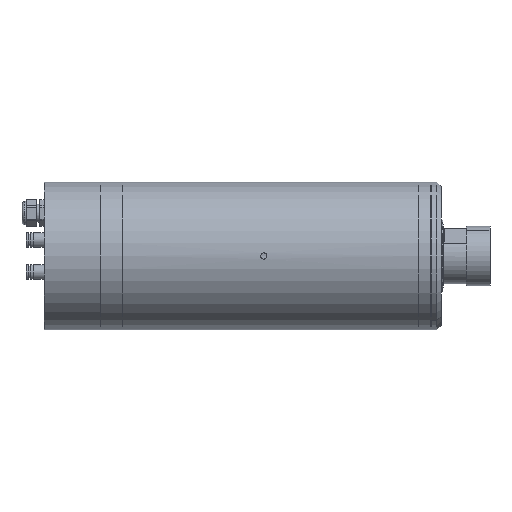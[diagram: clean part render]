
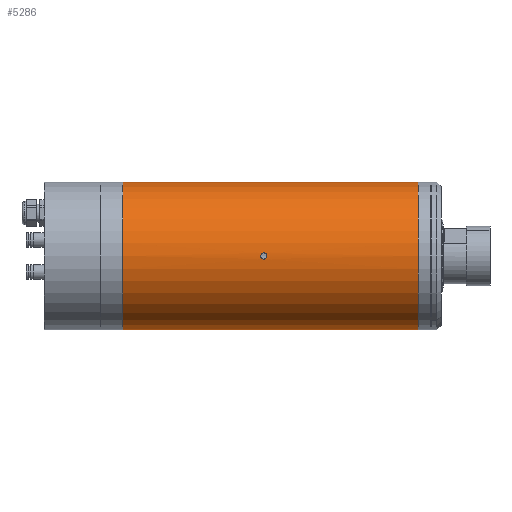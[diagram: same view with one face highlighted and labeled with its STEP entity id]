
A CAD part, front view. The second image highlights one B-rep face of the part: STEP entity #5286.
In plain terms, the highlighted cylindrical face has radius 50 mm (diameter 100 mm), a partial arc.
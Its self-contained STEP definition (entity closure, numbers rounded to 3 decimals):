
#10 = CARTESIAN_POINT ( 'NONE',  ( -106.171, -49.984, 1.279 ) ) ;
#35 = CARTESIAN_POINT ( 'NONE',  ( -104.5, -49.956, 2.1 ) ) ;
#55 = CARTESIAN_POINT ( 'NONE',  ( -105.556, -49.966, -1.836 ) ) ;
#100 = CARTESIAN_POINT ( 'NONE',  ( -105.044, -49.959, -2.033 ) ) ;
#107 = CIRCLE ( 'NONE', #7133, 50. ) ;
#131 = CARTESIAN_POINT ( 'NONE',  ( -103.569, -49.964, 1.887 ) ) ;
#159 = CARTESIAN_POINT ( 'NONE',  ( -102.507, -49.996, -0.676 ) ) ;
#187 = CARTESIAN_POINT ( 'NONE',  ( -104.225, -49.956, 2.086 ) ) ;
#333 = DIRECTION ( 'NONE',  ( 1., 0., 0. ) ) ;
#334 = CARTESIAN_POINT ( 'NONE',  ( -104.5, -49.956, -2.1 ) ) ;
#588 = CARTESIAN_POINT ( 'NONE',  ( -106.083, -49.981, 1.387 ) ) ;
#618 = CARTESIAN_POINT ( 'NONE',  ( -104.777, -49.956, 2.1 ) ) ;
#637 = CARTESIAN_POINT ( 'NONE',  ( -106.6, -50., -0.14 ) ) ;
#665 = CARTESIAN_POINT ( 'NONE',  ( -106.586, -49.999, -0.277 ) ) ;
#692 = CARTESIAN_POINT ( 'NONE',  ( -106.081, -49.981, -1.389 ) ) ;
#748 = CARTESIAN_POINT ( 'NONE',  ( -102.83, -49.984, -1.28 ) ) ;
#776 = CARTESIAN_POINT ( 'NONE',  ( -102.4, -50., 0.275 ) ) ;
#828 = DIRECTION ( 'NONE',  ( 1., 0., 0. ) ) ;
#979 = LINE ( 'NONE', #6348, #4537 ) ;
#1177 = CARTESIAN_POINT ( 'NONE',  ( -105.79, -49.972, -1.679 ) ) ;
#1278 = CARTESIAN_POINT ( 'NONE',  ( -104.5, -49.956, -2.1 ) ) ;
#1308 = CARTESIAN_POINT ( 'NONE',  ( 0., 0., 0. ) ) ;
#1327 = VERTEX_POINT ( 'NONE', #334 ) ;
#1353 = ORIENTED_EDGE ( 'NONE', *, *, #4328, .T. ) ;
#1362 = CARTESIAN_POINT ( 'NONE',  ( -102.4, -50., -0.136 ) ) ;
#1385 = CARTESIAN_POINT ( 'NONE',  ( -103.956, -49.959, 2.033 ) ) ;
#1437 = CARTESIAN_POINT ( 'NONE',  ( -104.363, -49.956, -2.1 ) ) ;
#1549 = CARTESIAN_POINT ( 'NONE',  ( -104.5, -49.956, 2.1 ) ) ;
#1595 = LINE ( 'NONE', #6500, #7243 ) ;
#1766 = CARTESIAN_POINT ( 'NONE',  ( -105.784, -49.972, 1.668 ) ) ;
#1768 = CARTESIAN_POINT ( 'NONE',  ( 71.014, 0., 0. ) ) ;
#1844 = EDGE_CURVE ( 'NONE', #4890, #2421, #107, .T. ) ;
#1869 = EDGE_CURVE ( 'NONE', #4922, #1327, #3286, .T. ) ;
#1954 = FACE_OUTER_BOUND ( 'NONE', #6826, .T. ) ;
#1976 = CARTESIAN_POINT ( 'NONE',  ( -103.569, -49.964, -1.887 ) ) ;
#2044 = DIRECTION ( 'NONE',  ( 0., 0., -1. ) ) ;
#2334 = CARTESIAN_POINT ( 'NONE',  ( -106.533, -49.997, 0.542 ) ) ;
#2363 = CARTESIAN_POINT ( 'NONE',  ( -106.587, -49.999, 0.274 ) ) ;
#2392 = CARTESIAN_POINT ( 'NONE',  ( -199.7, 0., -50. ) ) ;
#2421 = VERTEX_POINT ( 'NONE', #2867 ) ;
#2465 = CARTESIAN_POINT ( 'NONE',  ( -102.414, -49.999, -0.275 ) ) ;
#2490 = CARTESIAN_POINT ( 'NONE',  ( -103.823, -49.96, 1.993 ) ) ;
#2530 = CARTESIAN_POINT ( 'NONE',  ( -102.917, -49.981, -1.387 ) ) ;
#2582 = FACE_BOUND ( 'NONE', #2701, .T. ) ;
#2663 = EDGE_CURVE ( 'NONE', #3228, #4890, #1595, .T. ) ;
#2698 = ORIENTED_EDGE ( 'NONE', *, *, #2663, .F. ) ;
#2701 = EDGE_LOOP ( 'NONE', ( #4494, #6045 ) ) ;
#2703 = CARTESIAN_POINT ( 'NONE',  ( -199.7, 0., 50. ) ) ;
#2867 = CARTESIAN_POINT ( 'NONE',  ( 0., 0., -50. ) ) ;
#2902 = CARTESIAN_POINT ( 'NONE',  ( -104.773, -49.956, -2.087 ) ) ;
#3062 = CARTESIAN_POINT ( 'NONE',  ( -103.448, -49.967, 1.823 ) ) ;
#3072 = DIRECTION ( 'NONE',  ( 1., 0., 0. ) ) ;
#3083 = CARTESIAN_POINT ( 'NONE',  ( -103.113, -49.975, -1.583 ) ) ;
#3105 = CARTESIAN_POINT ( 'NONE',  ( -103.824, -49.96, -1.993 ) ) ;
#3195 = CARTESIAN_POINT ( 'NONE',  ( 0., 0., 50. ) ) ;
#3228 = VERTEX_POINT ( 'NONE', #2703 ) ;
#3237 = B_SPLINE_CURVE_WITH_KNOTS ( 'NONE', 3,
 ( #1278, #4085, #2902, #100, #3455, #55, #1177, #692, #4683, #5690, #6881, #4577, #3526, #665, #637, #6344, #2363, #2334, #6249, #6274, #6809, #10, #588, #4061, #1766, #5712, #5190, #4658, #618, #35 ),
 .UNSPECIFIED., .F., .F.,
 ( 4, 2, 2, 2, 2, 2, 2, 2, 2, 2, 2, 2, 2, 2, 4 ),
 ( 0.007, 0.007, 0.007, 0.008, 0.009, 0.009, 0.009, 0.01, 0.01, 0.011, 0.011, 0.011, 0.012, 0.012, 0.013 ),
 .UNSPECIFIED. ) ;
#3286 = B_SPLINE_CURVE_WITH_KNOTS ( 'NONE', 3,
 ( #6956, #5835, #187, #1385, #2490, #131, #3062, #6443, #6984, #5812, #3636, #3611, #776, #1362, #2465, #5889, #159, #4164, #5337, #748, #2530, #3083, #4814, #7014, #1976, #3105, #7036, #7132, #1437, #6510 ),
 .UNSPECIFIED., .F., .F.,
 ( 4, 2, 2, 2, 2, 2, 2, 2, 2, 2, 2, 2, 2, 2, 4 ),
 ( 0., 0., 0.001, 0.001, 0.002, 0.002, 0.003, 0.004, 0.004, 0.005, 0.005, 0.005, 0.006, 0.006, 0.007 ),
 .UNSPECIFIED. ) ;
#3372 = AXIS2_PLACEMENT_3D ( 'NONE', #4850, #333, #5964 ) ;
#3455 = CARTESIAN_POINT ( 'NONE',  ( -105.177, -49.96, -1.993 ) ) ;
#3526 = CARTESIAN_POINT ( 'NONE',  ( -106.533, -49.997, -0.545 ) ) ;
#3611 = CARTESIAN_POINT ( 'NONE',  ( -102.455, -49.998, 0.551 ) ) ;
#3636 = CARTESIAN_POINT ( 'NONE',  ( -102.665, -49.989, 1.057 ) ) ;
#3744 = ORIENTED_EDGE ( 'NONE', *, *, #7020, .T. ) ;
#4061 = CARTESIAN_POINT ( 'NONE',  ( -105.889, -49.975, 1.581 ) ) ;
#4085 = CARTESIAN_POINT ( 'NONE',  ( -104.637, -49.956, -2.1 ) ) ;
#4116 = DIRECTION ( 'NONE',  ( 1., 0., 0. ) ) ;
#4164 = CARTESIAN_POINT ( 'NONE',  ( -102.612, -49.992, -0.93 ) ) ;
#4193 = EDGE_CURVE ( 'NONE', #1327, #4922, #3237, .T. ) ;
#4328 = EDGE_CURVE ( 'NONE', #3228, #5697, #6368, .T. ) ;
#4494 = ORIENTED_EDGE ( 'NONE', *, *, #1869, .T. ) ;
#4537 = VECTOR ( 'NONE', #4116, 1000. ) ;
#4577 = CARTESIAN_POINT ( 'NONE',  ( -106.492, -49.996, -0.679 ) ) ;
#4658 = CARTESIAN_POINT ( 'NONE',  ( -105.053, -49.958, 2.044 ) ) ;
#4683 = CARTESIAN_POINT ( 'NONE',  ( -106.169, -49.984, -1.281 ) ) ;
#4814 = CARTESIAN_POINT ( 'NONE',  ( -103.219, -49.972, -1.67 ) ) ;
#4840 = DIRECTION ( 'NONE',  ( 1., 0., 0. ) ) ;
#4850 = CARTESIAN_POINT ( 'NONE',  ( -199.7, 0., 0. ) ) ;
#4890 = VERTEX_POINT ( 'NONE', #3195 ) ;
#4922 = VERTEX_POINT ( 'NONE', #1549 ) ;
#5190 = CARTESIAN_POINT ( 'NONE',  ( -105.432, -49.964, 1.887 ) ) ;
#5260 = DIRECTION ( 'NONE',  ( 0., 0., -1. ) ) ;
#5286 = ADVANCED_FACE ( 'NONE', ( #1954, #2582 ), #6005, .T. ) ;
#5337 = CARTESIAN_POINT ( 'NONE',  ( -102.678, -49.989, -1.053 ) ) ;
#5690 = CARTESIAN_POINT ( 'NONE',  ( -106.322, -49.989, -1.053 ) ) ;
#5697 = VERTEX_POINT ( 'NONE', #2392 ) ;
#5712 = CARTESIAN_POINT ( 'NONE',  ( -105.554, -49.967, 1.821 ) ) ;
#5812 = CARTESIAN_POINT ( 'NONE',  ( -102.821, -49.984, 1.291 ) ) ;
#5835 = CARTESIAN_POINT ( 'NONE',  ( -104.361, -49.956, 2.1 ) ) ;
#5889 = CARTESIAN_POINT ( 'NONE',  ( -102.467, -49.997, -0.545 ) ) ;
#5964 = DIRECTION ( 'NONE',  ( 0., 0., -1. ) ) ;
#6005 = CYLINDRICAL_SURFACE ( 'NONE', #6842, 50. ) ;
#6045 = ORIENTED_EDGE ( 'NONE', *, *, #4193, .T. ) ;
#6249 = CARTESIAN_POINT ( 'NONE',  ( -106.493, -49.996, 0.675 ) ) ;
#6274 = CARTESIAN_POINT ( 'NONE',  ( -106.388, -49.992, 0.93 ) ) ;
#6344 = CARTESIAN_POINT ( 'NONE',  ( -106.6, -50., 0.137 ) ) ;
#6348 = CARTESIAN_POINT ( 'NONE',  ( 71.014, 0., -50. ) ) ;
#6368 = CIRCLE ( 'NONE', #3372, 50. ) ;
#6443 = CARTESIAN_POINT ( 'NONE',  ( -103.22, -49.972, 1.67 ) ) ;
#6500 = CARTESIAN_POINT ( 'NONE',  ( 71.014, 0., 50. ) ) ;
#6510 = CARTESIAN_POINT ( 'NONE',  ( -104.5, -49.956, -2.1 ) ) ;
#6529 = ORIENTED_EDGE ( 'NONE', *, *, #1844, .F. ) ;
#6809 = CARTESIAN_POINT ( 'NONE',  ( -106.323, -49.989, 1.051 ) ) ;
#6826 = EDGE_LOOP ( 'NONE', ( #2698, #1353, #3744, #6529 ) ) ;
#6842 = AXIS2_PLACEMENT_3D ( 'NONE', #1768, #3072, #2044 ) ;
#6881 = CARTESIAN_POINT ( 'NONE',  ( -106.387, -49.991, -0.932 ) ) ;
#6956 = CARTESIAN_POINT ( 'NONE',  ( -104.5, -49.956, 2.1 ) ) ;
#6984 = CARTESIAN_POINT ( 'NONE',  ( -103.112, -49.975, 1.582 ) ) ;
#7014 = CARTESIAN_POINT ( 'NONE',  ( -103.446, -49.967, -1.822 ) ) ;
#7020 = EDGE_CURVE ( 'NONE', #5697, #2421, #979, .T. ) ;
#7036 = CARTESIAN_POINT ( 'NONE',  ( -103.955, -49.959, -2.033 ) ) ;
#7132 = CARTESIAN_POINT ( 'NONE',  ( -104.224, -49.956, -2.086 ) ) ;
#7133 = AXIS2_PLACEMENT_3D ( 'NONE', #1308, #828, #5260 ) ;
#7243 = VECTOR ( 'NONE', #4840, 1000. ) ;
